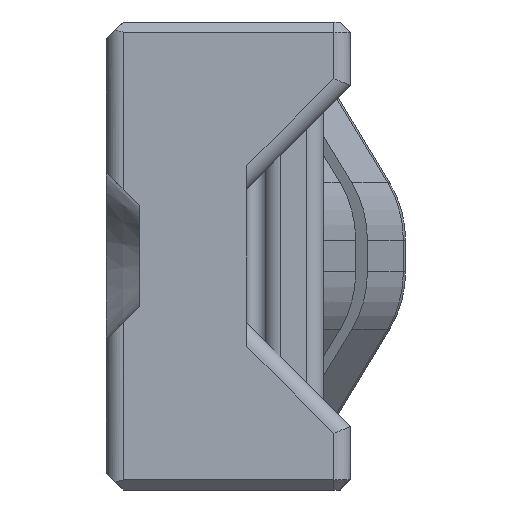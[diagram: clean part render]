
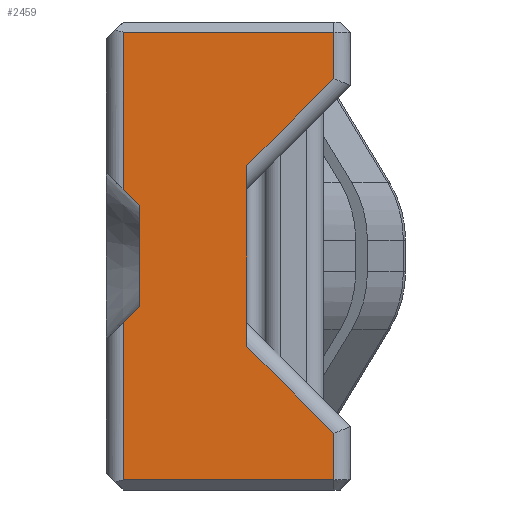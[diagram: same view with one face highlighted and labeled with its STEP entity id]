
A CAD part, left-side view. The second image highlights one B-rep face of the part: STEP entity #2459.
In plain terms, the highlighted planar face has unit normal (-1, 0, 0).
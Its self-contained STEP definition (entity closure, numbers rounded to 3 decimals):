
#88=PLANE('',#2705);
#269=FACE_OUTER_BOUND('',#426,.T.);
#426=EDGE_LOOP('',(#2045,#2046,#2047,#2048,#2049,#2050,#2051,#2052,#2053,
#2054,#2055,#2056));
#523=LINE('',#4136,#731);
#528=LINE('',#4150,#736);
#529=LINE('',#4156,#737);
#530=LINE('',#4159,#738);
#531=LINE('',#4164,#739);
#603=LINE('',#4511,#811);
#627=LINE('',#4578,#835);
#639=LINE('',#4621,#847);
#640=LINE('',#4625,#848);
#641=LINE('',#4627,#849);
#642=LINE('',#4628,#850);
#643=LINE('',#4629,#851);
#731=VECTOR('',#2936,10.);
#736=VECTOR('',#2951,10.);
#737=VECTOR('',#2958,10.);
#738=VECTOR('',#2961,10.);
#739=VECTOR('',#2968,10.);
#811=VECTOR('',#3196,10.);
#835=VECTOR('',#3270,10.);
#847=VECTOR('',#3306,10.);
#848=VECTOR('',#3311,10.);
#849=VECTOR('',#3312,10.);
#850=VECTOR('',#3313,10.);
#851=VECTOR('',#3314,10.);
#1060=VERTEX_POINT('',#4134);
#1061=VERTEX_POINT('',#4135);
#1064=VERTEX_POINT('',#4146);
#1065=VERTEX_POINT('',#4148);
#1067=VERTEX_POINT('',#4154);
#1068=VERTEX_POINT('',#4158);
#1162=VERTEX_POINT('',#4510);
#1179=VERTEX_POINT('',#4575);
#1180=VERTEX_POINT('',#4577);
#1191=VERTEX_POINT('',#4620);
#1192=VERTEX_POINT('',#4624);
#1193=VERTEX_POINT('',#4626);
#1305=EDGE_CURVE('',#1060,#1061,#523,.T.);
#1313=EDGE_CURVE('',#1065,#1064,#528,.T.);
#1316=EDGE_CURVE('',#1067,#1060,#529,.T.);
#1317=EDGE_CURVE('',#1064,#1068,#530,.T.);
#1320=EDGE_CURVE('',#1065,#1061,#531,.T.);
#1443=EDGE_CURVE('',#1068,#1162,#603,.T.);
#1477=EDGE_CURVE('',#1180,#1179,#627,.T.);
#1495=EDGE_CURVE('',#1162,#1191,#639,.T.);
#1497=EDGE_CURVE('',#1192,#1067,#640,.T.);
#1498=EDGE_CURVE('',#1193,#1192,#641,.T.);
#1499=EDGE_CURVE('',#1180,#1193,#642,.T.);
#1500=EDGE_CURVE('',#1191,#1179,#643,.T.);
#2045=ORIENTED_EDGE('',*,*,#1305,.F.);
#2046=ORIENTED_EDGE('',*,*,#1316,.F.);
#2047=ORIENTED_EDGE('',*,*,#1497,.F.);
#2048=ORIENTED_EDGE('',*,*,#1498,.F.);
#2049=ORIENTED_EDGE('',*,*,#1499,.F.);
#2050=ORIENTED_EDGE('',*,*,#1477,.T.);
#2051=ORIENTED_EDGE('',*,*,#1500,.F.);
#2052=ORIENTED_EDGE('',*,*,#1495,.F.);
#2053=ORIENTED_EDGE('',*,*,#1443,.F.);
#2054=ORIENTED_EDGE('',*,*,#1317,.F.);
#2055=ORIENTED_EDGE('',*,*,#1313,.F.);
#2056=ORIENTED_EDGE('',*,*,#1320,.T.);
#2459=ADVANCED_FACE('',(#269),#88,.T.);
#2705=AXIS2_PLACEMENT_3D('',#4623,#3309,#3310);
#2936=DIRECTION('',(0.,-0.707,0.707));
#2951=DIRECTION('',(0.,0.707,0.707));
#2958=DIRECTION('',(0.,0.,1.));
#2961=DIRECTION('',(0.,0.,1.));
#2968=DIRECTION('',(0.,0.,-1.));
#3196=DIRECTION('',(0.,-1.,0.));
#3270=DIRECTION('',(0.,0.,1.));
#3306=DIRECTION('',(0.,0.,-1.));
#3309=DIRECTION('center_axis',(-1.,0.,0.));
#3310=DIRECTION('ref_axis',(0.,-1.,0.));
#3311=DIRECTION('',(0.,1.,0.));
#3312=DIRECTION('',(0.,0.,-1.));
#3313=DIRECTION('',(0.,-0.707,-0.707));
#3314=DIRECTION('',(0.,0.707,-0.707));
#4134=CARTESIAN_POINT('',(-53.,5.,10.));
#4135=CARTESIAN_POINT('',(-53.,4.,11.));
#4136=CARTESIAN_POINT('',(-53.,7.75,7.25));
#4146=CARTESIAN_POINT('',(-53.,5.,18.));
#4148=CARTESIAN_POINT('',(-53.,4.,17.));
#4150=CARTESIAN_POINT('',(-53.,0.75,13.75));
#4154=CARTESIAN_POINT('',(-53.,5.,0.6));
#4156=CARTESIAN_POINT('',(-53.,5.,0.));
#4158=CARTESIAN_POINT('',(-53.,5.,27.4));
#4159=CARTESIAN_POINT('',(-53.,5.,0.));
#4164=CARTESIAN_POINT('',(-53.,4.,7.));
#4510=CARTESIAN_POINT('',(-53.,-7.6,27.4));
#4511=CARTESIAN_POINT('',(-53.,1.433,27.4));
#4575=CARTESIAN_POINT('',(-53.,-2.4,19.414));
#4577=CARTESIAN_POINT('',(-53.,-2.4,8.586));
#4578=CARTESIAN_POINT('',(-53.,-2.4,5.));
#4620=CARTESIAN_POINT('',(-53.,-7.6,24.614));
#4621=CARTESIAN_POINT('',(-53.,-7.6,0.));
#4623=CARTESIAN_POINT('Origin',(-53.,6.,0.));
#4624=CARTESIAN_POINT('',(-53.,-7.6,0.6));
#4625=CARTESIAN_POINT('',(-53.,1.433,0.6));
#4626=CARTESIAN_POINT('',(-53.,-7.6,3.386));
#4627=CARTESIAN_POINT('',(-53.,-7.6,0.));
#4628=CARTESIAN_POINT('',(-53.,-5.193,5.793));
#4629=CARTESIAN_POINT('',(-53.,4.907,12.107));
